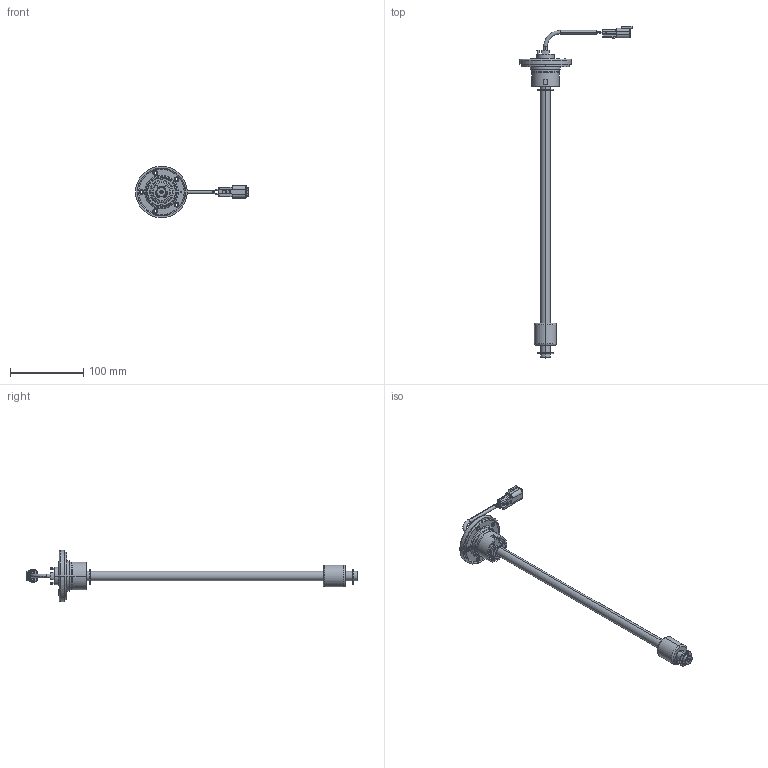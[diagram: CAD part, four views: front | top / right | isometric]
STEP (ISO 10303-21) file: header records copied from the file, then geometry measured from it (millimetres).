
FILE_DESCRIPTION (( 'STEP AP214' ), '1' );
FILE_NAME ('IMRPB5.STEP', '2020-02-13T10:43:47', ( '' ), ( '' ), 'SwSTEP 2.0', 'SolidWorks 2019', '' );
FILE_SCHEMA (( 'AUTOMOTIVE_DESIGN' ));
Length unit declared in the file: millimetre
Products named in the file (1): IMRPB5
Bounding box: 154.02 x 453.34 x 70.5 mm (x, y, z)
Surface area: 49387.9 mm2 (no closed solid volume)
Topology: 0 solids, 44 shells, 511 faces, 2570 edges, 2081 vertices
Faces by surface type: plane 248, cylinder 173, torus 37, cone 25, bspline 24, sphere 4
Entity records: 34461 total; most frequent: CARTESIAN_POINT 9222, DIRECTION 3805, ORIENTED_EDGE 3498, EDGE_CURVE 2568, VERTEX_POINT 2081, VECTOR 1749, LINE 1749, AXIS2_PLACEMENT_3D 1028
